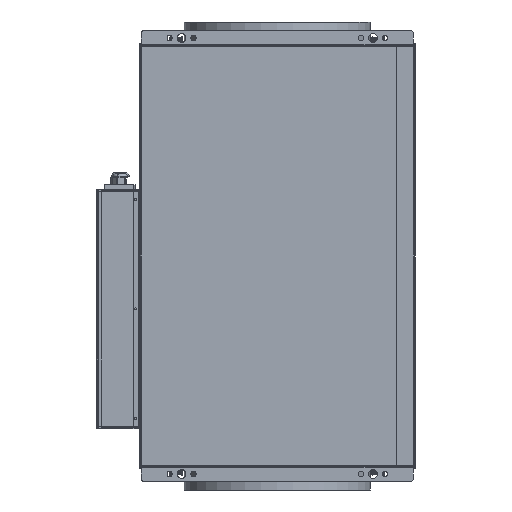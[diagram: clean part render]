
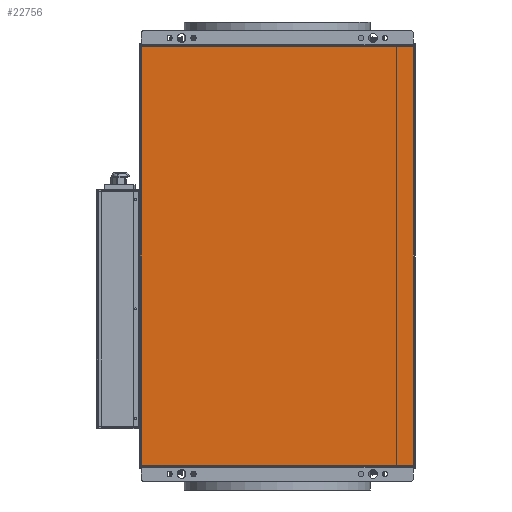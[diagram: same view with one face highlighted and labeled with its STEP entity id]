
A CAD part, front view. The second image highlights one B-rep face of the part: STEP entity #22756.
In plain terms, the highlighted planar face has unit normal (0, -1, 0).
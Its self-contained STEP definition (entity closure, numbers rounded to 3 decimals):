
#826 = CARTESIAN_POINT ( 'NONE',  ( 230.099, -173.65, 353. ) ) ;
#2068 = CARTESIAN_POINT ( 'NONE',  ( -228.901, -173.65, -353. ) ) ;
#4501 = CARTESIAN_POINT ( 'NONE',  ( -228.901, -173.65, 353. ) ) ;
#4764 = DIRECTION ( 'NONE',  ( 0., 0., -1. ) ) ;
#4779 = CARTESIAN_POINT ( 'NONE',  ( -228.901, -173.65, -355. ) ) ;
#4871 = CARTESIAN_POINT ( 'NONE',  ( 230.099, -173.65, 355. ) ) ;
#4872 = DIRECTION ( 'NONE',  ( 0., 0., 1. ) ) ;
#5137 = LINE ( 'NONE', #6827, #5143 ) ;
#5143 = VECTOR ( 'NONE', #6839, 1000. ) ;
#5620 = LINE ( 'NONE', #4779, #5624 ) ;
#5624 = VECTOR ( 'NONE', #4764, 1000. ) ;
#5662 = LINE ( 'NONE', #4871, #5664 ) ;
#5664 = VECTOR ( 'NONE', #4872, 1000. ) ;
#6827 = CARTESIAN_POINT ( 'NONE',  ( -228.901, -173.65, -353. ) ) ;
#6839 = DIRECTION ( 'NONE',  ( 1., 0., 0. ) ) ;
#8369 = CARTESIAN_POINT ( 'NONE',  ( 230.099, -173.65, -353. ) ) ;
#14077 = VERTEX_POINT ( 'NONE', #4501 ) ;
#14798 = CARTESIAN_POINT ( 'NONE',  ( -230.901, -173.65, 355. ) ) ;
#14800 = PLANE ( 'NONE',  #26898 ) ;
#14803 = DIRECTION ( 'NONE',  ( 0., -1., 0. ) ) ;
#14804 = DIRECTION ( 'NONE',  ( 0., 0., -1. ) ) ;
#15295 = VERTEX_POINT ( 'NONE', #826 ) ;
#16127 = DIRECTION ( 'NONE',  ( -1., 0., 0. ) ) ;
#16129 = CARTESIAN_POINT ( 'NONE',  ( 230.099, -173.65, 353. ) ) ;
#21836 = FACE_OUTER_BOUND ( 'NONE', #36843, .T. ) ;
#22756 = ADVANCED_FACE ( 'NONE', ( #21836 ), #14800, .T. ) ;
#23190 = LINE ( 'NONE', #16129, #23192 ) ;
#23192 = VECTOR ( 'NONE', #16127, 1000. ) ;
#26898 = AXIS2_PLACEMENT_3D ( 'NONE', #14798, #14803, #14804 ) ;
#29112 = VERTEX_POINT ( 'NONE', #8369 ) ;
#29442 = ORIENTED_EDGE ( 'NONE', *, *, #31026, .T. ) ;
#29444 = ORIENTED_EDGE ( 'NONE', *, *, #30037, .T. ) ;
#30037 = EDGE_CURVE ( 'NONE', #32325, #29112, #5137, .T. ) ;
#30950 = EDGE_CURVE ( 'NONE', #14077, #32325, #5620, .T. ) ;
#31026 = EDGE_CURVE ( 'NONE', #29112, #15295, #5662, .T. ) ;
#31919 = EDGE_CURVE ( 'NONE', #15295, #14077, #23190, .T. ) ;
#32325 = VERTEX_POINT ( 'NONE', #2068 ) ;
#34596 = ORIENTED_EDGE ( 'NONE', *, *, #30950, .T. ) ;
#34598 = ORIENTED_EDGE ( 'NONE', *, *, #31919, .T. ) ;
#36843 = EDGE_LOOP ( 'NONE', ( #34596, #29444, #29442, #34598 ) ) ;
